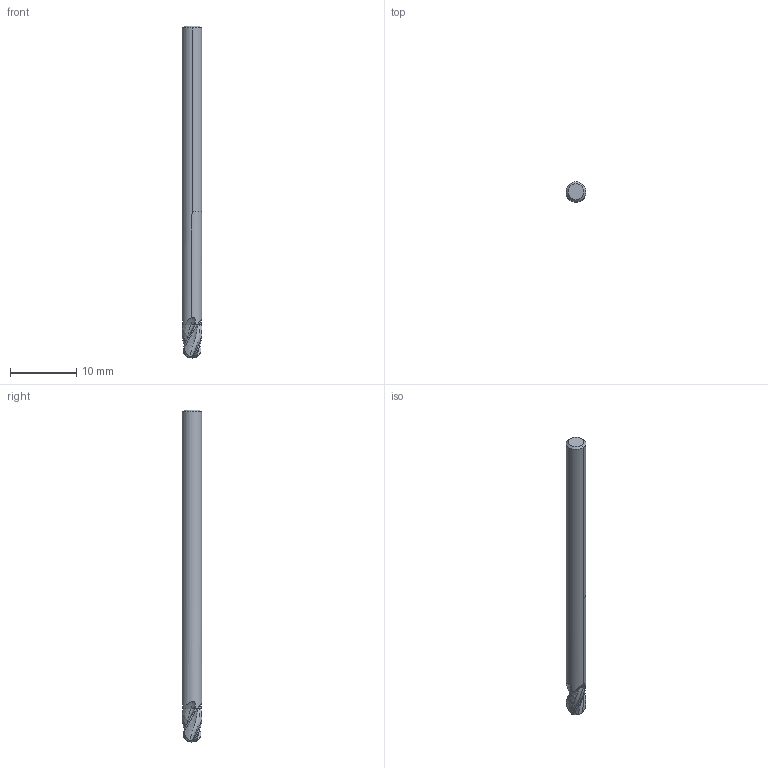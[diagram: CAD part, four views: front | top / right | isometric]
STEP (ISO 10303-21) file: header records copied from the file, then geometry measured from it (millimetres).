
FILE_DESCRIPTION(('no description'),'unknown implementation level');
FILE_NAME('K203333-3_3-Detail.stp',' ',('CIMSOURCE GmbH'),('CADClick - KiM GmbH - www.kimweb.de'),'unknown preprocess','ACIS','unknown authorization');
FILE_SCHEMA(('automotive_design'));
Length unit declared in the file: millimetre
Products named in the file (2): NOCUT; CUT
Bounding box: 3 x 3 x 50 mm (x, y, z)
Volume: 333.9 mm3; surface area: 488.6 mm2
Topology: 2 solids, 2 shells, 86 faces, 234 edges, 153 vertices
Faces by surface type: bspline 28, revolution 16, sphere 14, cone 12, plane 12, cylinder 4
Entity records: 9334 total; most frequent: CARTESIAN_POINT 4765, STYLED_ITEM 475, PRESENTATION_STYLE_ASSIGNMENT 475, COLOUR_RGB 475, ORIENTED_EDGE 468, DIRECTION 292, EDGE_CURVE 234, CURVE_STYLE 234
